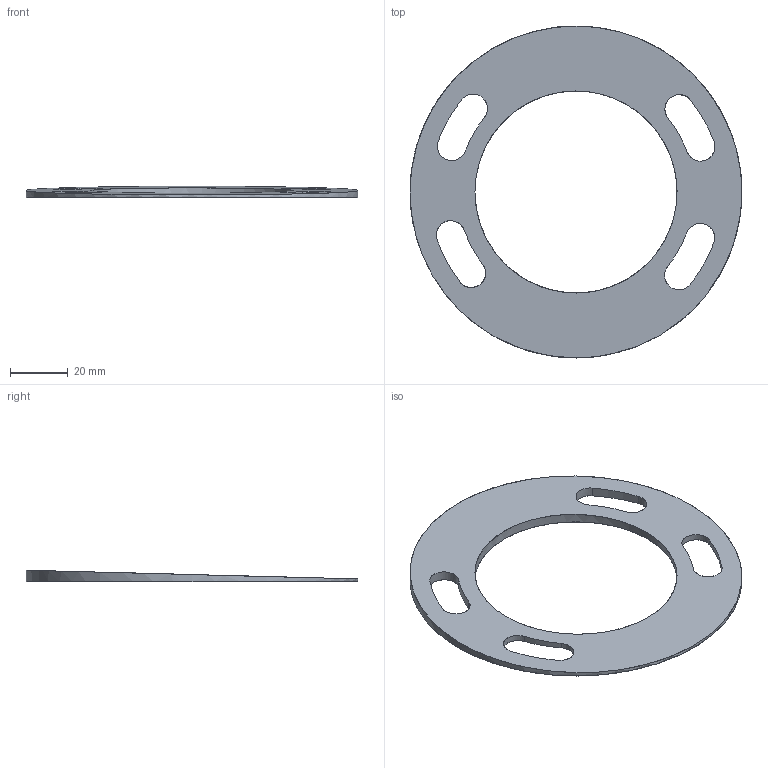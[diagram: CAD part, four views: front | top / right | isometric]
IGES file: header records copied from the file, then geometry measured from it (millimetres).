
Global section: file name: shims_1.5° DEG.igs; native system: NX V1872; preprocessor: SIEMENS PLM Software NX 1884; date: 20210405.205633; units: millimetre
Bounding box: 115 x 115 x 4 mm (x, y, z)
Surface area: 13319.8 mm2 (no closed solid volume)
Topology: 0 solids, 0 shells, 20 faces, 246 edges, 259 vertices
Faces by surface type: bspline 20
